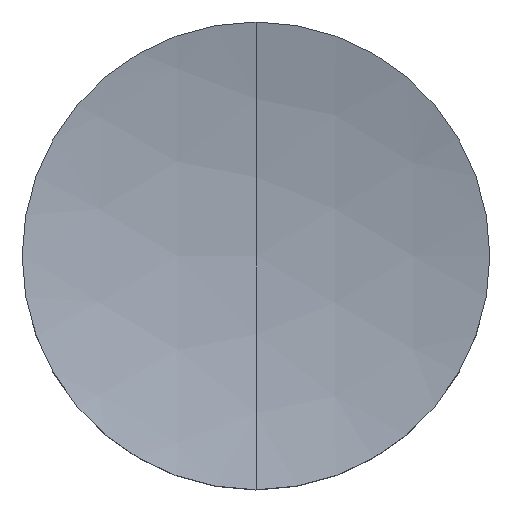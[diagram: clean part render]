
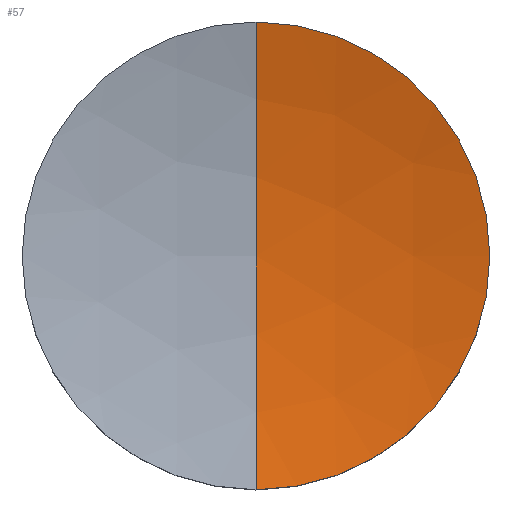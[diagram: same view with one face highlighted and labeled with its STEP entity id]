
A CAD part, top view. The second image highlights one B-rep face of the part: STEP entity #57.
In plain terms, the highlighted spherical face has radius 25.73 mm.
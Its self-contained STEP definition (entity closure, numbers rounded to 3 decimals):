
#37 = EDGE_CURVE ( 'NONE', #38, #78, #109, .T. ) ;
#38 = VERTEX_POINT ( 'NONE', #117 ) ;
#42 = ORIENTED_EDGE ( 'NONE', *, *, #56, .T. ) ;
#43 = ORIENTED_EDGE ( 'NONE', *, *, #37, .F. ) ;
#44 = EDGE_LOOP ( 'NONE', ( #43, #83, #42, #85 ) ) ;
#56 = EDGE_CURVE ( 'NONE', #58, #72, #162, .T. ) ;
#57 = ADVANCED_FACE ( 'NONE', ( #146 ), #150, .F. ) ;
#58 = VERTEX_POINT ( 'NONE', #163 ) ;
#72 = VERTEX_POINT ( 'NONE', #176 ) ;
#73 = EDGE_CURVE ( 'NONE', #72, #78, #175, .T. ) ;
#78 = VERTEX_POINT ( 'NONE', #224 ) ;
#83 = ORIENTED_EDGE ( 'NONE', *, *, #87, .T. ) ;
#85 = ORIENTED_EDGE ( 'NONE', *, *, #73, .T. ) ;
#87 = EDGE_CURVE ( 'NONE', #38, #58, #232, .T. ) ;
#108 = CARTESIAN_POINT ( 'NONE',  ( 0., 0., 27.082 ) ) ;
#109 = CIRCLE ( 'NONE', #120, 25.73 ) ;
#117 = CARTESIAN_POINT ( 'NONE',  ( 0., 0., 1.352 ) ) ;
#118 = DIRECTION ( 'NONE',  ( 0., 0., -1. ) ) ;
#119 = DIRECTION ( 'NONE',  ( 1., 0., 0. ) ) ;
#120 = AXIS2_PLACEMENT_3D ( 'NONE', #108, #119, #118 ) ;
#140 = DIRECTION ( 'NONE',  ( 1., 0., 0. ) ) ;
#141 = DIRECTION ( 'NONE',  ( 0., 0., 1. ) ) ;
#146 = FACE_OUTER_BOUND ( 'NONE', #44, .T. ) ;
#150 = SPHERICAL_SURFACE ( 'NONE', #167, 25.73 ) ;
#154 = CARTESIAN_POINT ( 'NONE',  ( 0., 0., 2.148 ) ) ;
#161 = AXIS2_PLACEMENT_3D ( 'NONE', #154, #141, #140 ) ;
#162 = CIRCLE ( 'NONE', #161, 6.35 ) ;
#163 = CARTESIAN_POINT ( 'NONE',  ( 0., -6.35, 2.148 ) ) ;
#164 = DIRECTION ( 'NONE',  ( 0., 1., 0. ) ) ;
#165 = DIRECTION ( 'NONE',  ( -1., 0., 0. ) ) ;
#166 = CARTESIAN_POINT ( 'NONE',  ( 0., 0., 27.082 ) ) ;
#167 = AXIS2_PLACEMENT_3D ( 'NONE', #166, #165, #164 ) ;
#171 = DIRECTION ( 'NONE',  ( 1., 0., 0. ) ) ;
#172 = DIRECTION ( 'NONE',  ( 0., 0., 1. ) ) ;
#173 = CARTESIAN_POINT ( 'NONE',  ( 0., 0., 2.148 ) ) ;
#174 = AXIS2_PLACEMENT_3D ( 'NONE', #173, #172, #171 ) ;
#175 = CIRCLE ( 'NONE', #174, 6.35 ) ;
#176 = CARTESIAN_POINT ( 'NONE',  ( 6.35, 0., 2.148 ) ) ;
#224 = CARTESIAN_POINT ( 'NONE',  ( 0., 6.35, 2.148 ) ) ;
#228 = DIRECTION ( 'NONE',  ( 0., -1., 0. ) ) ;
#229 = DIRECTION ( 'NONE',  ( -1., 0., 0. ) ) ;
#230 = CARTESIAN_POINT ( 'NONE',  ( 0., 0., 27.082 ) ) ;
#231 = AXIS2_PLACEMENT_3D ( 'NONE', #230, #229, #228 ) ;
#232 = CIRCLE ( 'NONE', #231, 25.73 ) ;
